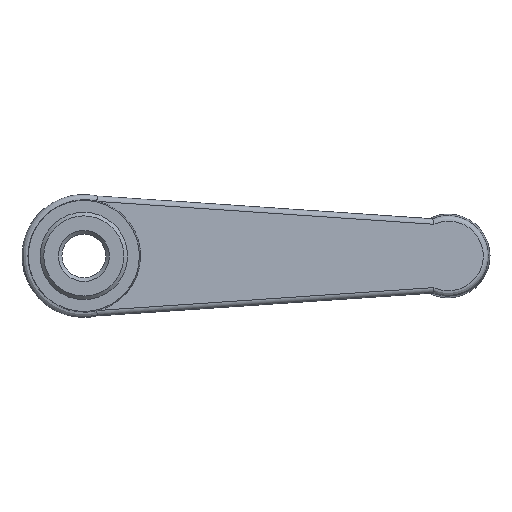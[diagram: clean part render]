
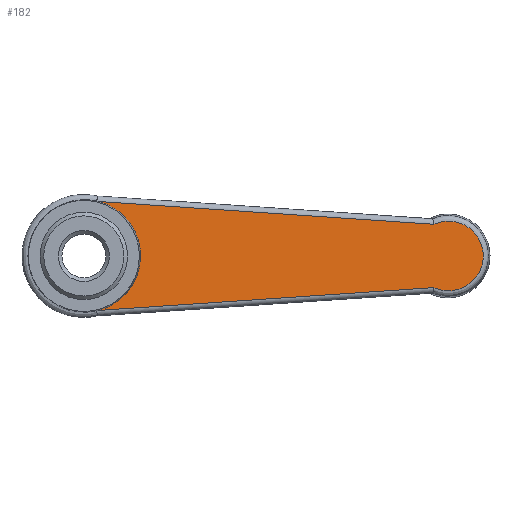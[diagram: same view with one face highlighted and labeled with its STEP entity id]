
A CAD part, front view. The second image highlights one B-rep face of the part: STEP entity #182.
In plain terms, the highlighted planar face has unit normal (0.111, -0.994, 0).
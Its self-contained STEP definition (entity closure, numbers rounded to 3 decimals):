
#109=LINE('',#962,#116);
#110=LINE('',#964,#117);
#116=VECTOR('',#751,1.);
#117=VECTOR('',#752,1.);
#121=ELLIPSE('',#633,15.55,15.453);
#127=ELLIPSE('',#646,9.621,9.562);
#182=ADVANCED_FACE('',(#262),#215,.T.);
#215=PLANE('',#647);
#262=FACE_OUTER_BOUND('',#298,.T.);
#298=EDGE_LOOP('',(#383,#384,#385,#386));
#383=ORIENTED_EDGE('',*,*,#561,.T.);
#384=ORIENTED_EDGE('',*,*,#541,.T.);
#385=ORIENTED_EDGE('',*,*,#562,.T.);
#386=ORIENTED_EDGE('',*,*,#563,.T.);
#482=VERTEX_POINT('',#862);
#488=VERTEX_POINT('',#887);
#505=VERTEX_POINT('',#963);
#506=VERTEX_POINT('',#965);
#541=EDGE_CURVE('',#482,#488,#121,.T.);
#561=EDGE_CURVE('',#505,#482,#109,.T.);
#562=EDGE_CURVE('',#488,#506,#110,.T.);
#563=EDGE_CURVE('',#506,#505,#127,.T.);
#633=AXIS2_PLACEMENT_3D('',#888,#720,#721);
#646=AXIS2_PLACEMENT_3D('',#966,#753,#754);
#647=AXIS2_PLACEMENT_3D('',#967,#755,#756);
#720=DIRECTION('',(-0.111,0.994,0.));
#721=DIRECTION('',(0.994,0.111,0.));
#751=DIRECTION('',(-0.992,-0.111,0.067));
#752=DIRECTION('',(0.992,0.111,0.067));
#753=DIRECTION('',(0.111,-0.994,0.));
#754=DIRECTION('',(-0.994,-0.111,0.));
#755=DIRECTION('',(0.111,-0.994,0.));
#756=DIRECTION('',(0.994,0.111,0.));
#862=CARTESIAN_POINT('',(144.019,63.35,14.954));
#887=CARTESIAN_POINT('',(144.019,63.35,-14.954));
#888=CARTESIAN_POINT('',(140.121,62.915,0.));
#962=CARTESIAN_POINT('',(237.892,73.824,8.577));
#963=CARTESIAN_POINT('',(236.12,73.627,8.698));
#964=CARTESIAN_POINT('',(243.235,74.42,-8.214));
#965=CARTESIAN_POINT('',(236.12,73.627,-8.698));
#966=CARTESIAN_POINT('',(240.092,74.07,0.));
#967=CARTESIAN_POINT('',(240.,74.059,40.));
